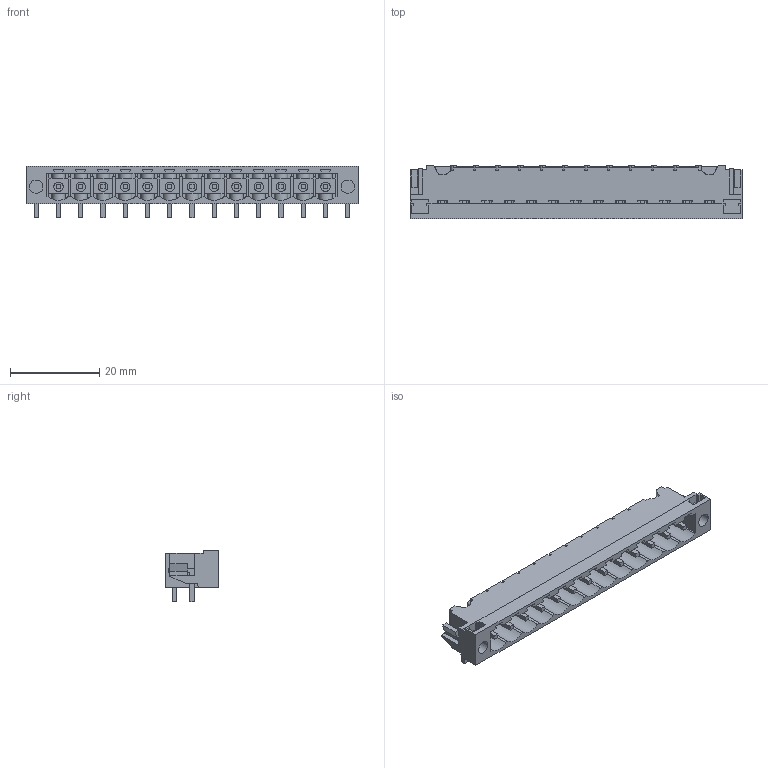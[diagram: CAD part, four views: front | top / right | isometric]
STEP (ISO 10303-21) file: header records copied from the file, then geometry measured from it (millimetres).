
FILE_DESCRIPTION(('CATIA V5 STEP Exchange','CAx-IF Rec.Pracs.--- Model Styling and Organization---1.2---2011-12-15'),'2;1');
FILE_NAME ('7601254_2_1840460000_1840460000.stp','2018-03-08T09:47:56+00:00',('none'),('Weidmueller'),'CATIA Version 5-6 Release 2014','CATIA V5 STEP AP214','none');
FILE_SCHEMA(('AUTOMOTIVE_DESIGN { 1 0 10303 214 1 1 1 1 }'));
Length unit declared in the file: millimetre
Products named in the file (1): 1840460000
Bounding box: 74.6 x 12 x 11.63 mm (x, y, z)
Volume: 2815.1 mm3; surface area: 6520.4 mm2
Topology: 16 solids, 16 shells, 941 faces, 2920 edges, 1986 vertices
Faces by surface type: plane 780, cylinder 161
Entity records: 30366 total; most frequent: CARTESIAN_POINT 6041, ORIENTED_EDGE 5840, DIRECTION 3847, EDGE_CURVE 2920, VECTOR 2443, LINE 2443, VERTEX_POINT 1986, EDGE_LOOP 972
